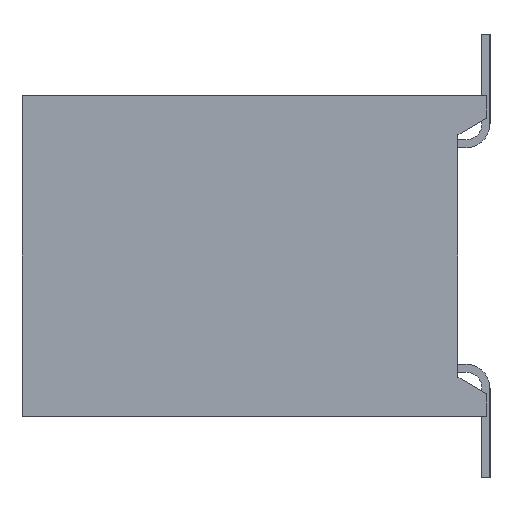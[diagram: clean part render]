
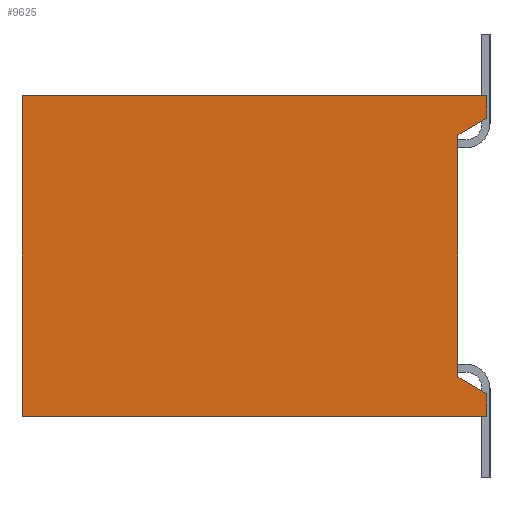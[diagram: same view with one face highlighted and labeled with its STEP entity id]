
A CAD part, left-side view. The second image highlights one B-rep face of the part: STEP entity #9625.
In plain terms, the highlighted planar face has unit normal (-1, 0, 0).
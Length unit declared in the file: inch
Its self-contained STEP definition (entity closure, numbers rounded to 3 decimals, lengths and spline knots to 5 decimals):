
#435=VERTEX_POINT('',#12662);
#436=VERTEX_POINT('',#12664);
#516=VERTEX_POINT('',#12826);
#649=VERTEX_POINT('',#13125);
#650=VERTEX_POINT('',#13127);
#839=VERTEX_POINT('',#13511);
#844=VERTEX_POINT('',#13532);
#880=VERTEX_POINT('',#13626);
#1397=VECTOR('',#10583,1.);
#1478=VECTOR('',#10665,1.);
#1638=VECTOR('',#10832,1.);
#1832=VECTOR('',#11027,1.);
#1844=VECTOR('',#11043,1.);
#1902=VECTOR('',#11102,1.);
#2000=VECTOR('',#11265,1.);
#2042=VECTOR('',#11352,1.);
#2757=LINE('',#12663,#1397);
#2838=LINE('',#12825,#1478);
#2998=LINE('',#13126,#1638);
#3192=LINE('',#13510,#1832);
#3204=LINE('',#13531,#1844);
#3262=LINE('',#13627,#1902);
#3360=LINE('',#13826,#2000);
#3402=LINE('',#13929,#2042);
#4117=EDGE_CURVE('',#436,#435,#2757,.T.);
#4198=EDGE_CURVE('',#516,#436,#2838,.T.);
#4358=EDGE_CURVE('',#649,#650,#2998,.T.);
#4552=EDGE_CURVE('',#516,#839,#3192,.T.);
#4564=EDGE_CURVE('',#839,#844,#3204,.T.);
#4622=EDGE_CURVE('',#880,#649,#3262,.T.);
#4720=EDGE_CURVE('',#880,#844,#3360,.T.);
#4762=EDGE_CURVE('',#650,#435,#3402,.T.);
#6573=ORIENTED_EDGE('',*,*,#4622,.F.);
#6574=ORIENTED_EDGE('',*,*,#4720,.T.);
#6575=ORIENTED_EDGE('',*,*,#4564,.F.);
#6576=ORIENTED_EDGE('',*,*,#4552,.F.);
#6577=ORIENTED_EDGE('',*,*,#4198,.T.);
#6578=ORIENTED_EDGE('',*,*,#4117,.T.);
#6579=ORIENTED_EDGE('',*,*,#4762,.F.);
#6580=ORIENTED_EDGE('',*,*,#4358,.F.);
#8590=EDGE_LOOP('',(#6573,#6574,#6575,#6576,#6577,#6578,#6579,#6580));
#9132=FACE_BOUND('',#8590,.T.);
#9625=ADVANCED_FACE('',(#9132),#15621,.F.);
#10110=AXIS2_PLACEMENT_3D('',#13930,#11353,$);
#10583=DIRECTION('',(0.,0.,1.));
#10665=DIRECTION('',(0.,-1.,0.));
#10832=DIRECTION('',(0.,0.,-1.));
#11027=DIRECTION('',(0.,0.,1.));
#11043=DIRECTION('',(0.,-1.,0.));
#11102=DIRECTION('',(0.,0.866,-0.5));
#11265=DIRECTION('',(0.,0.,1.));
#11352=DIRECTION('',(0.,-0.866,-0.5));
#11353=DIRECTION('',(1.,0.,0.));
#12662=CARTESIAN_POINT('',(-0.5,0.,-0.086));
#12663=CARTESIAN_POINT('',(-0.5,0.,-0.1));
#12664=CARTESIAN_POINT('',(-0.5,0.,-0.1));
#12825=CARTESIAN_POINT('',(-0.5,0.29,-0.1));
#12826=CARTESIAN_POINT('',(-0.5,0.29,-0.1));
#13125=CARTESIAN_POINT('',(-0.5,0.018,0.07561));
#13126=CARTESIAN_POINT('',(-0.5,0.018,-0.1));
#13127=CARTESIAN_POINT('',(-0.5,0.018,-0.07561));
#13510=CARTESIAN_POINT('',(-0.5,0.29,-0.1));
#13511=CARTESIAN_POINT('',(-0.5,0.29,0.1));
#13531=CARTESIAN_POINT('',(-0.5,0.29,0.1));
#13532=CARTESIAN_POINT('',(-0.5,0.,0.1));
#13626=CARTESIAN_POINT('',(-0.5,0.,0.086));
#13627=CARTESIAN_POINT('',(-0.5,0.29804,-0.08607));
#13826=CARTESIAN_POINT('',(-0.5,0.,-0.1));
#13929=CARTESIAN_POINT('',(-0.5,0.21144,0.03607));
#13930=CARTESIAN_POINT('',(-0.5,0.29,-0.1));
#15621=PLANE('',#10110);
